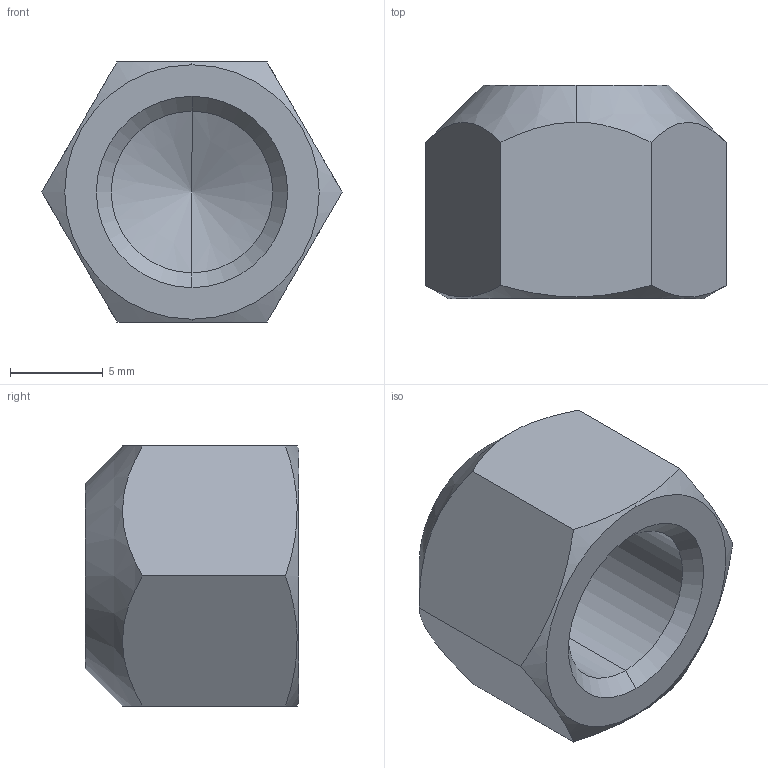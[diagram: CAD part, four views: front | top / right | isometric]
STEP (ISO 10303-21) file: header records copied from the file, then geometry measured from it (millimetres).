
FILE_DESCRIPTION (( 'STEP AP203' ), '1' );
FILE_NAME ('05100001.STEP', '2010-09-13T08:38:59', ( 'Flavio' ), ( '' ), 'SwSTEP 2.0', 'SolidWorks 2009', '' );
FILE_SCHEMA (( 'CONFIG_CONTROL_DESIGN' ));
Length unit declared in the file: millimetre
Products named in the file (1): 05100001
Bounding box: 16.17 x 11.5 x 14 mm (x, y, z)
Volume: 1267.2 mm3; surface area: 1040.5 mm2
Topology: 1 solids, 1 shells, 18 faces, 44 edges, 27 vertices
Faces by surface type: cone 8, plane 8, cylinder 2
Entity records: 697 total; most frequent: CARTESIAN_POINT 228, ORIENTED_EDGE 84, DIRECTION 74, EDGE_CURVE 42, AXIS2_PLACEMENT_3D 29, VERTEX_POINT 27, EDGE_LOOP 19, ADVANCED_FACE 18
